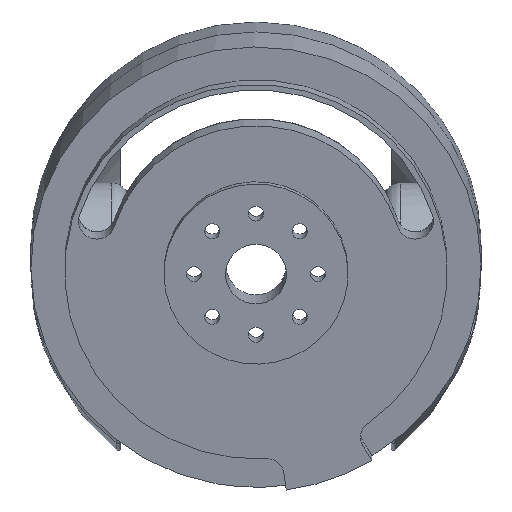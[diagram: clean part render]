
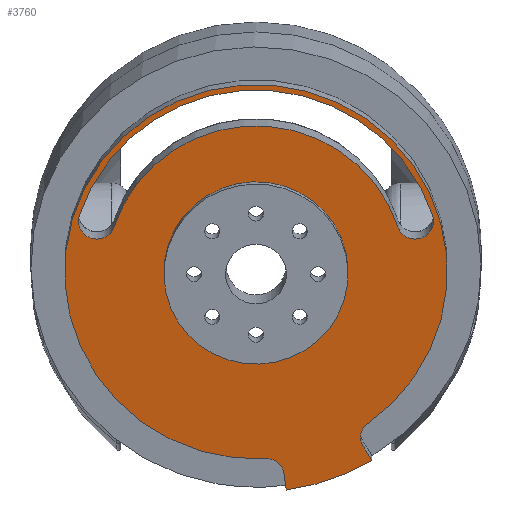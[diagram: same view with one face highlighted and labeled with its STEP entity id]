
A CAD part, left-side view. The second image highlights one B-rep face of the part: STEP entity #3760.
In plain terms, the highlighted planar face has unit normal (-0.978, 0, -0.208).
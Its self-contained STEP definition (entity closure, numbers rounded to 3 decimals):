
#335=LINE('',#5578,#395);
#336=LINE('',#5581,#396);
#395=VECTOR('',#4521,1000.);
#396=VECTOR('',#4524,1000.);
#455=PLANE('',#4010);
#504=FACE_BOUND('',#874,.T.);
#505=FACE_BOUND('',#875,.T.);
#626=FACE_OUTER_BOUND('',#873,.T.);
#873=EDGE_LOOP('',(#2527,#2528,#2529,#2530,#2531,#2532));
#874=EDGE_LOOP('',(#2533));
#875=EDGE_LOOP('',(#2534,#2535,#2536,#2537));
#1240=CIRCLE('',#4009,16.35);
#1241=CIRCLE('',#4011,3.);
#1242=CIRCLE('',#4012,34.);
#1243=CIRCLE('',#4013,3.);
#1244=CIRCLE('',#4014,40.);
#1245=CIRCLE('',#4015,33.);
#1246=CIRCLE('',#4016,3.25);
#1247=CIRCLE('',#4017,26.5);
#1248=CIRCLE('',#4018,3.25);
#1552=VERTEX_POINT('',#5567);
#1553=VERTEX_POINT('',#5570);
#1554=VERTEX_POINT('',#5571);
#1555=VERTEX_POINT('',#5573);
#1556=VERTEX_POINT('',#5575);
#1557=VERTEX_POINT('',#5577);
#1558=VERTEX_POINT('',#5579);
#1559=VERTEX_POINT('',#5582);
#1560=VERTEX_POINT('',#5583);
#1561=VERTEX_POINT('',#5585);
#1562=VERTEX_POINT('',#5587);
#1950=EDGE_CURVE('',#1552,#1552,#1240,.T.);
#1951=EDGE_CURVE('',#1553,#1554,#1241,.T.);
#1952=EDGE_CURVE('',#1553,#1555,#1242,.T.);
#1953=EDGE_CURVE('',#1556,#1555,#1243,.T.);
#1954=EDGE_CURVE('',#1556,#1557,#335,.T.);
#1955=EDGE_CURVE('',#1557,#1558,#1244,.T.);
#1956=EDGE_CURVE('',#1558,#1554,#336,.T.);
#1957=EDGE_CURVE('',#1559,#1560,#1245,.T.);
#1958=EDGE_CURVE('',#1560,#1561,#1246,.T.);
#1959=EDGE_CURVE('',#1561,#1562,#1247,.T.);
#1960=EDGE_CURVE('',#1562,#1559,#1248,.T.);
#2527=ORIENTED_EDGE('',*,*,#1951,.F.);
#2528=ORIENTED_EDGE('',*,*,#1952,.T.);
#2529=ORIENTED_EDGE('',*,*,#1953,.F.);
#2530=ORIENTED_EDGE('',*,*,#1954,.T.);
#2531=ORIENTED_EDGE('',*,*,#1955,.T.);
#2532=ORIENTED_EDGE('',*,*,#1956,.T.);
#2533=ORIENTED_EDGE('',*,*,#1950,.T.);
#2534=ORIENTED_EDGE('',*,*,#1957,.T.);
#2535=ORIENTED_EDGE('',*,*,#1958,.T.);
#2536=ORIENTED_EDGE('',*,*,#1959,.T.);
#2537=ORIENTED_EDGE('',*,*,#1960,.T.);
#3760=ADVANCED_FACE('',(#626,#504,#505),#455,.F.);
#4009=AXIS2_PLACEMENT_3D('',#5568,#4511,#4512);
#4010=AXIS2_PLACEMENT_3D('',#5569,#4513,#4514);
#4011=AXIS2_PLACEMENT_3D('',#5572,#4515,#4516);
#4012=AXIS2_PLACEMENT_3D('',#5574,#4517,#4518);
#4013=AXIS2_PLACEMENT_3D('',#5576,#4519,#4520);
#4014=AXIS2_PLACEMENT_3D('',#5580,#4522,#4523);
#4015=AXIS2_PLACEMENT_3D('',#5584,#4525,#4526);
#4016=AXIS2_PLACEMENT_3D('',#5586,#4527,#4528);
#4017=AXIS2_PLACEMENT_3D('',#5588,#4529,#4530);
#4018=AXIS2_PLACEMENT_3D('',#5589,#4531,#4532);
#4511=DIRECTION('center_axis',(0.978,0.,
0.208));
#4512=DIRECTION('ref_axis',(0.,-1.,0.));
#4513=DIRECTION('center_axis',(0.978,0.,
0.208));
#4514=DIRECTION('ref_axis',(0.,-1.,0.));
#4515=DIRECTION('center_axis',(-0.978,0.,
-0.208));
#4516=DIRECTION('ref_axis',(0.,-1.,0.));
#4517=DIRECTION('center_axis',(-0.978,0.,
-0.208));
#4518=DIRECTION('ref_axis',(0.,1.,0.));
#4519=DIRECTION('center_axis',(-0.978,0.,
-0.208));
#4520=DIRECTION('ref_axis',(0.,-1.,0.));
#4521=DIRECTION('',(0.206,-0.134,-0.969));
#4522=DIRECTION('center_axis',(-0.978,0.,
-0.208));
#4523=DIRECTION('ref_axis',(0.,-1.,0.));
#4524=DIRECTION('',(-0.178,0.515,0.838));
#4525=DIRECTION('center_axis',(0.978,0.,
0.208));
#4526=DIRECTION('ref_axis',(0.,1.,0.));
#4527=DIRECTION('center_axis',(0.978,0.,
0.208));
#4528=DIRECTION('ref_axis',(0.,1.,0.));
#4529=DIRECTION('center_axis',(-0.978,0.,
-0.208));
#4530=DIRECTION('ref_axis',(0.,1.,0.));
#4531=DIRECTION('center_axis',(0.978,0.,
0.208));
#4532=DIRECTION('ref_axis',(0.,-1.,0.));
#5567=CARTESIAN_POINT('',(5.104,-6.174,-14.393));
#5568=CARTESIAN_POINT('Origin',(1.956,0.,0.416));
#5569=CARTESIAN_POINT('Origin',(1.956,0.,0.416));
#5570=CARTESIAN_POINT('',(7.7,-19.817,-26.608));
#5571=CARTESIAN_POINT('',(8.529,-18.994,-30.504));
#5572=CARTESIAN_POINT('Origin',(8.207,-21.565,-28.993));
#5573=CARTESIAN_POINT('',(9.015,-1.809,-32.794));
#5574=CARTESIAN_POINT('Origin',(1.956,0.,0.416));
#5575=CARTESIAN_POINT('',(9.555,-4.941,-35.331));
#5576=CARTESIAN_POINT('Origin',(9.638,-1.968,-35.724));
#5577=CARTESIAN_POINT('',(10.198,-5.359,-38.357));
#5578=CARTESIAN_POINT('',(8.962,-4.556,-32.541));
#5579=CARTESIAN_POINT('',(9.085,-20.602,-33.122));
#5580=CARTESIAN_POINT('Origin',(1.956,0.,0.416));
#5581=CARTESIAN_POINT('',(8.016,-17.511,-28.091));
#5582=CARTESIAN_POINT('',(-0.164,31.385,10.391));
#5583=CARTESIAN_POINT('',(-0.164,-31.385,10.391));
#5584=CARTESIAN_POINT('Origin',(1.956,0.,0.416));
#5585=CARTESIAN_POINT('',(0.254,-25.203,8.426));
#5586=CARTESIAN_POINT('Origin',(0.045,-28.294,9.408));
#5587=CARTESIAN_POINT('',(0.254,25.203,8.426));
#5588=CARTESIAN_POINT('Origin',(1.956,0.,0.416));
#5589=CARTESIAN_POINT('Origin',(0.045,28.294,9.408));
